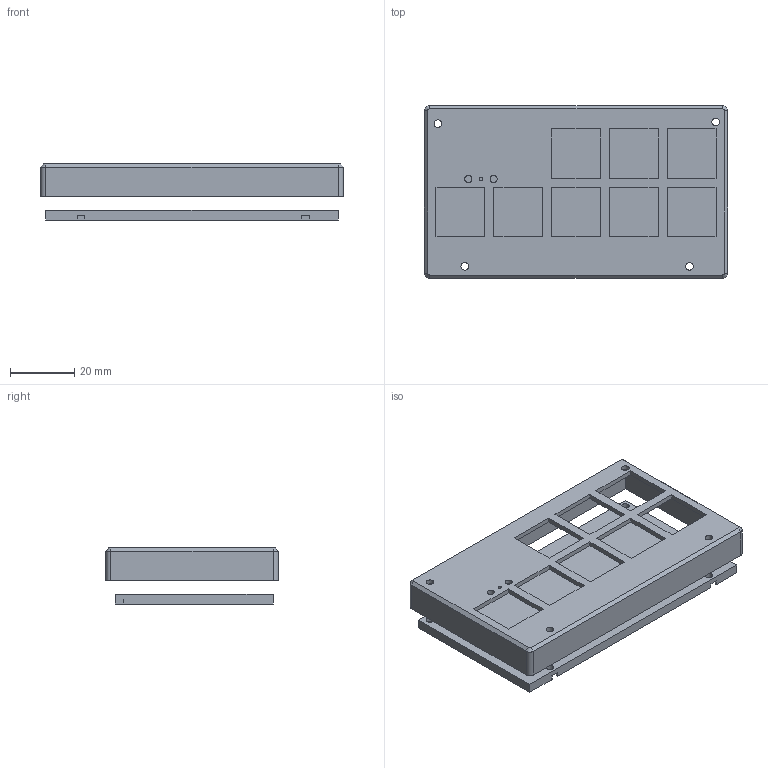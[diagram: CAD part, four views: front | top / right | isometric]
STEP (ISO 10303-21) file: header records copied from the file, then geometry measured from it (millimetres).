
FILE_DESCRIPTION(/* description */ (''),/* implementation_level */ '2;1');
FILE_NAME(/* name */ 'Joker8_Case v2.step',/* time_stamp */ '2025-04-12T18:14:19+09:00',/* author */ (''),/* organization */ (''),/* preprocessor_version */ 'ST-DEVELOPER v20.1',/* originating_system */ 'Autodesk Translation Framework v14.4.0.0',/* authorisation */ '');
FILE_SCHEMA (('AUTOMOTIVE_DESIGN { 1 0 10303 214 3 1 1 }'));
Length unit declared in the file: millimetre
Products named in the file (1): Joker8_Case
Bounding box: 94.7 x 53.9 x 17.5 mm (x, y, z)
Volume: 22562.5 mm3; surface area: 22452.3 mm2
Topology: 2 solids, 2 shells, 111 faces, 298 edges, 196 vertices
Faces by surface type: plane 86, cylinder 21, cone 4
Full cylindrical faces by diameter (mm): 1 x1, 2.2 x2, 2.4 x8, 8.6 x4
Entity records: 3546 total; most frequent: CARTESIAN_POINT 606, ORIENTED_EDGE 596, DIRECTION 568, EDGE_CURVE 298, LINE 252, VECTOR 252, VERTEX_POINT 196, AXIS2_PLACEMENT_3D 158
